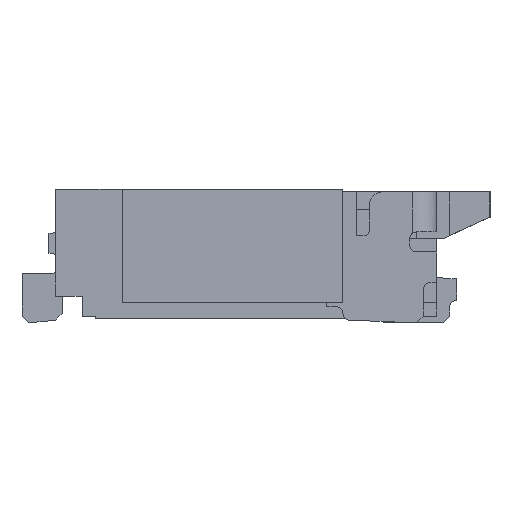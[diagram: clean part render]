
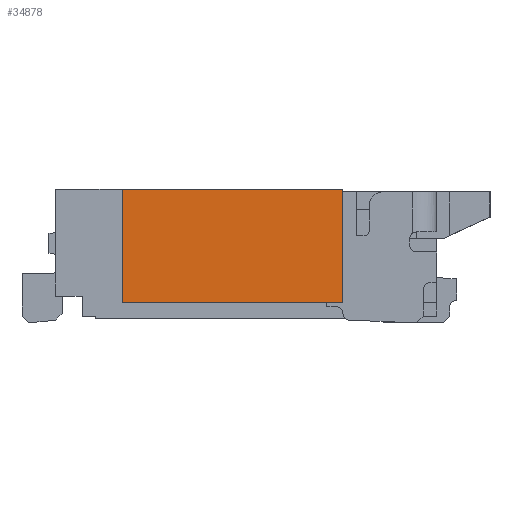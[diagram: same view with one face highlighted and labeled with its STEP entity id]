
A CAD part, left-side view. The second image highlights one B-rep face of the part: STEP entity #34878.
In plain terms, the highlighted face is planar.
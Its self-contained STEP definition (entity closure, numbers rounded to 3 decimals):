
#1302 = VERTEX_POINT ( 'NONE', #29518 ) ;
#3997 = EDGE_CURVE ( 'NONE', #28852, #1302, #48901, .T. ) ;
#5377 = LINE ( 'NONE', #43467, #47457 ) ;
#5725 = VECTOR ( 'NONE', #26229, 1000. ) ;
#8247 = VERTEX_POINT ( 'NONE', #15076 ) ;
#9336 = DIRECTION ( 'NONE',  ( 0., 1., 0. ) ) ;
#10202 = AXIS2_PLACEMENT_3D ( 'NONE', #20966, #27879, #23942 ) ;
#10311 = EDGE_CURVE ( 'NONE', #8247, #1302, #11419, .T. ) ;
#10884 = CARTESIAN_POINT ( 'NONE',  ( 1.332, -1.658, 13.527 ) ) ;
#11123 = CARTESIAN_POINT ( 'NONE',  ( 2.932, -1.658, 13.527 ) ) ;
#11419 = LINE ( 'NONE', #11664, #31888 ) ;
#11664 = CARTESIAN_POINT ( 'NONE',  ( 1.812, -2.508, 13.527 ) ) ;
#14271 = DIRECTION ( 'NONE',  ( 0., -1., 0. ) ) ;
#15076 = CARTESIAN_POINT ( 'NONE',  ( 1.332, -2.508, 13.527 ) ) ;
#18953 = ORIENTED_EDGE ( 'NONE', *, *, #3997, .T. ) ;
#19245 = CARTESIAN_POINT ( 'NONE',  ( 2.982, -1.658, 13.527 ) ) ;
#20702 = VECTOR ( 'NONE', #14271, 1000. ) ;
#20966 = CARTESIAN_POINT ( 'NONE',  ( 1.812, -2.219, 13.527 ) ) ;
#23942 = DIRECTION ( 'NONE',  ( 1., 0., 0. ) ) ;
#26229 = DIRECTION ( 'NONE',  ( 1., 0., 0. ) ) ;
#26528 = DIRECTION ( 'NONE',  ( 1., 0., 0. ) ) ;
#27879 = DIRECTION ( 'NONE',  ( 0., 0., 1. ) ) ;
#28852 = VERTEX_POINT ( 'NONE', #19245 ) ;
#29518 = CARTESIAN_POINT ( 'NONE',  ( 2.982, -2.508, 13.527 ) ) ;
#29604 = EDGE_CURVE ( 'NONE', #8247, #35674, #5377, .T. ) ;
#31888 = VECTOR ( 'NONE', #26528, 1000. ) ;
#32843 = ORIENTED_EDGE ( 'NONE', *, *, #29604, .T. ) ;
#33737 = LINE ( 'NONE', #11123, #5725 ) ;
#34878 = ADVANCED_FACE ( 'NONE', ( #39193 ), #43428, .F. ) ;
#35674 = VERTEX_POINT ( 'NONE', #10884 ) ;
#39046 = EDGE_CURVE ( 'NONE', #35674, #28852, #33737, .T. ) ;
#39193 = FACE_OUTER_BOUND ( 'NONE', #42441, .T. ) ;
#42441 = EDGE_LOOP ( 'NONE', ( #43980, #18953, #46993, #32843 ) ) ;
#43428 = PLANE ( 'NONE',  #10202 ) ;
#43467 = CARTESIAN_POINT ( 'NONE',  ( 1.332, -1.808, 13.527 ) ) ;
#43980 = ORIENTED_EDGE ( 'NONE', *, *, #39046, .T. ) ;
#46993 = ORIENTED_EDGE ( 'NONE', *, *, #10311, .F. ) ;
#47457 = VECTOR ( 'NONE', #9336, 1000. ) ;
#48407 = CARTESIAN_POINT ( 'NONE',  ( 2.982, -1.658, 13.527 ) ) ;
#48901 = LINE ( 'NONE', #48407, #20702 ) ;
